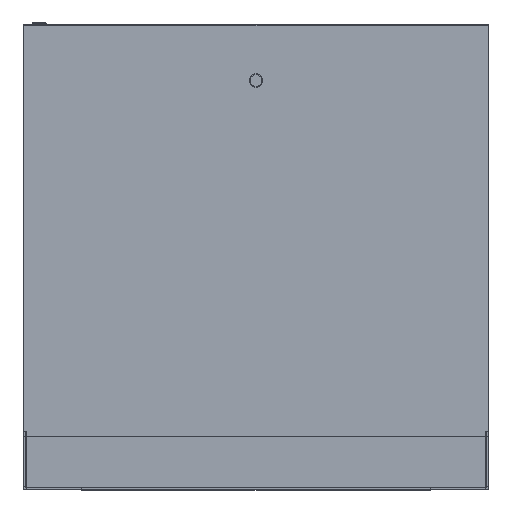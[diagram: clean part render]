
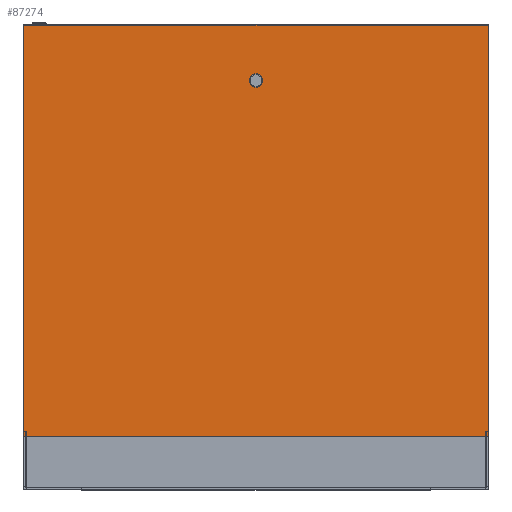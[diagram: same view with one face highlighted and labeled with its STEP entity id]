
A CAD part, front view. The second image highlights one B-rep face of the part: STEP entity #87274.
In plain terms, the highlighted planar face has unit normal (0, -1, 0).
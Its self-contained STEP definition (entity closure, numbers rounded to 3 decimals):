
#2276 = CARTESIAN_POINT ( 'NONE',  ( -300., 0., 299.75 ) ) ;
#3905 = LINE ( 'NONE', #2276, #117112 ) ;
#5287 = LINE ( 'NONE', #84067, #82972 ) ;
#7068 = VERTEX_POINT ( 'NONE', #158565 ) ;
#11293 = FACE_OUTER_BOUND ( 'NONE', #43814, .T. ) ;
#22872 = DIRECTION ( 'NONE',  ( 0., -1., 0. ) ) ;
#27534 = VERTEX_POINT ( 'NONE', #90797 ) ;
#35467 = AXIS2_PLACEMENT_3D ( 'NONE', #149472, #22872, #136082 ) ;
#36400 = ORIENTED_EDGE ( 'NONE', *, *, #95454, .T. ) ;
#42604 = EDGE_CURVE ( 'NONE', #149249, #57034, #142593, .T. ) ;
#43048 = DIRECTION ( 'NONE',  ( 1., 0., 0. ) ) ;
#43814 = EDGE_LOOP ( 'NONE', ( #149020, #137536, #124456, #36400 ) ) ;
#44123 = CARTESIAN_POINT ( 'NONE',  ( 300., 0., -232.25 ) ) ;
#45796 = VECTOR ( 'NONE', #102645, 1000. ) ;
#46221 = CARTESIAN_POINT ( 'NONE',  ( 8.75, 0., 228.25 ) ) ;
#46311 = DIRECTION ( 'NONE',  ( 0., 0., 1. ) ) ;
#47511 = CARTESIAN_POINT ( 'NONE',  ( -300., 0., -232.25 ) ) ;
#47683 = CARTESIAN_POINT ( 'NONE',  ( 0., 0., 228.25 ) ) ;
#57034 = VERTEX_POINT ( 'NONE', #151697 ) ;
#57291 = LINE ( 'NONE', #147774, #157346 ) ;
#57933 = AXIS2_PLACEMENT_3D ( 'NONE', #47683, #76127, #63584 ) ;
#60393 = EDGE_CURVE ( 'NONE', #57034, #149249, #159612, .T. ) ;
#63336 = PLANE ( 'NONE',  #132786 ) ;
#63584 = DIRECTION ( 'NONE',  ( -1., 0., 0. ) ) ;
#64911 = LINE ( 'NONE', #104295, #45796 ) ;
#72050 = EDGE_CURVE ( 'NONE', #7068, #27534, #64911, .T. ) ;
#76127 = DIRECTION ( 'NONE',  ( 0., -1., 0. ) ) ;
#82972 = VECTOR ( 'NONE', #43048, 1000. ) ;
#84067 = CARTESIAN_POINT ( 'NONE',  ( -300., 0., -232.25 ) ) ;
#87274 = ADVANCED_FACE ( 'NONE', ( #11293, #101056 ), #63336, .F. ) ;
#90585 = EDGE_CURVE ( 'NONE', #27534, #133095, #3905, .T. ) ;
#90797 = CARTESIAN_POINT ( 'NONE',  ( -300., 0., 299.75 ) ) ;
#95454 = EDGE_CURVE ( 'NONE', #133095, #98543, #5287, .T. ) ;
#98543 = VERTEX_POINT ( 'NONE', #44123 ) ;
#101056 = FACE_BOUND ( 'NONE', #101556, .T. ) ;
#101556 = EDGE_LOOP ( 'NONE', ( #164023, #126462 ) ) ;
#102645 = DIRECTION ( 'NONE',  ( -1., 0., 0. ) ) ;
#104295 = CARTESIAN_POINT ( 'NONE',  ( 300., 0., 299.75 ) ) ;
#113717 = EDGE_CURVE ( 'NONE', #98543, #7068, #57291, .T. ) ;
#114444 = DIRECTION ( 'NONE',  ( 0., 1., 0. ) ) ;
#117112 = VECTOR ( 'NONE', #143090, 1000. ) ;
#124456 = ORIENTED_EDGE ( 'NONE', *, *, #90585, .T. ) ;
#126462 = ORIENTED_EDGE ( 'NONE', *, *, #60393, .F. ) ;
#132786 = AXIS2_PLACEMENT_3D ( 'NONE', #162294, #114444, #165597 ) ;
#133095 = VERTEX_POINT ( 'NONE', #47511 ) ;
#136082 = DIRECTION ( 'NONE',  ( 1., 0., 0. ) ) ;
#137536 = ORIENTED_EDGE ( 'NONE', *, *, #72050, .T. ) ;
#142593 = CIRCLE ( 'NONE', #35467, 8.75 ) ;
#143090 = DIRECTION ( 'NONE',  ( 0., 0., -1. ) ) ;
#147774 = CARTESIAN_POINT ( 'NONE',  ( 300., 0., -232.25 ) ) ;
#149020 = ORIENTED_EDGE ( 'NONE', *, *, #113717, .T. ) ;
#149249 = VERTEX_POINT ( 'NONE', #46221 ) ;
#149472 = CARTESIAN_POINT ( 'NONE',  ( 0., 0., 228.25 ) ) ;
#151697 = CARTESIAN_POINT ( 'NONE',  ( -8.75, 0., 228.25 ) ) ;
#157346 = VECTOR ( 'NONE', #46311, 1000. ) ;
#158565 = CARTESIAN_POINT ( 'NONE',  ( 300., 0., 299.75 ) ) ;
#159612 = CIRCLE ( 'NONE', #57933, 8.75 ) ;
#162294 = CARTESIAN_POINT ( 'NONE',  ( 0., 0., 0. ) ) ;
#164023 = ORIENTED_EDGE ( 'NONE', *, *, #42604, .F. ) ;
#165597 = DIRECTION ( 'NONE',  ( 1., 0., 0. ) ) ;
